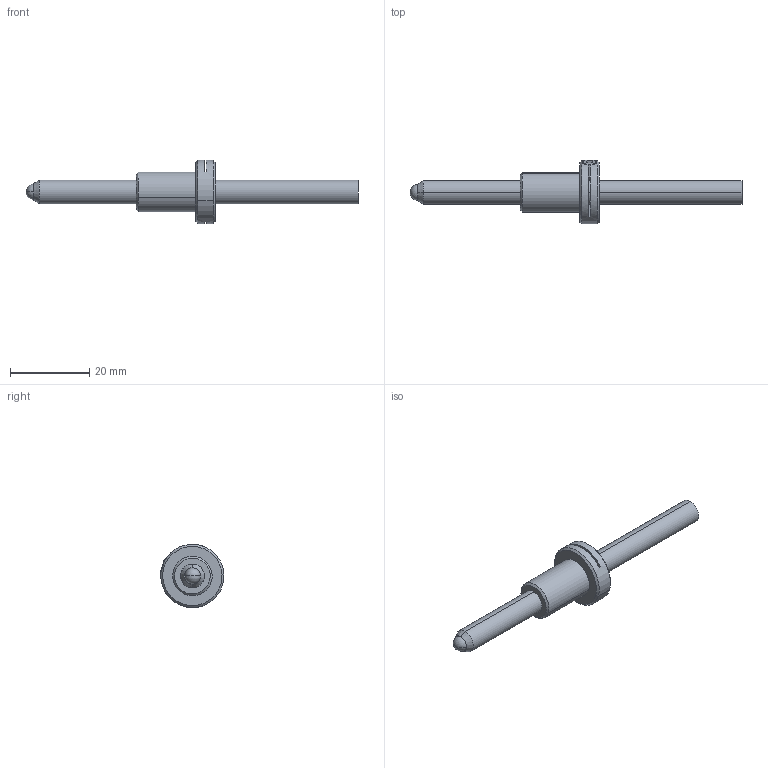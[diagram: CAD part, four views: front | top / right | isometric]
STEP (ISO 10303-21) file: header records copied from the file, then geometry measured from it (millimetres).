
FILE_DESCRIPTION (( 'STEP AP203' ), '1' );
FILE_NAME ('07ASL-2-H.STEP', '2022-07-20T01:48:08', ( '' ), ( '' ), 'SwSTEP 2.0', 'SolidWorks 2021', '' );
FILE_SCHEMA (( 'CONFIG_CONTROL_DESIGN' ));
Length unit declared in the file: millimetre
Products named in the file (1): 07ASL-2-H
Bounding box: 84 x 16.18 x 15.98 mm (x, y, z)
Volume: 4020.3 mm3; surface area: 3404.5 mm2
Topology: 4 solids, 4 shells, 67 faces, 157 edges, 95 vertices
Faces by surface type: cone 25, plane 23, cylinder 17, sphere 2
Entity records: 1994 total; most frequent: CARTESIAN_POINT 419, DIRECTION 325, ORIENTED_EDGE 292, EDGE_CURVE 146, AXIS2_PLACEMENT_3D 124, VERTEX_POINT 92, LINE 77, VECTOR 77
